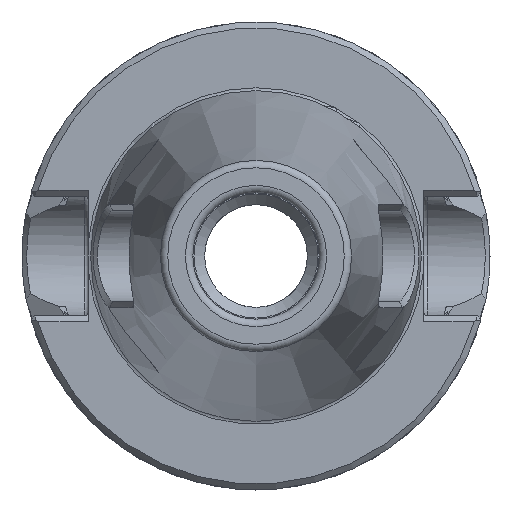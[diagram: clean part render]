
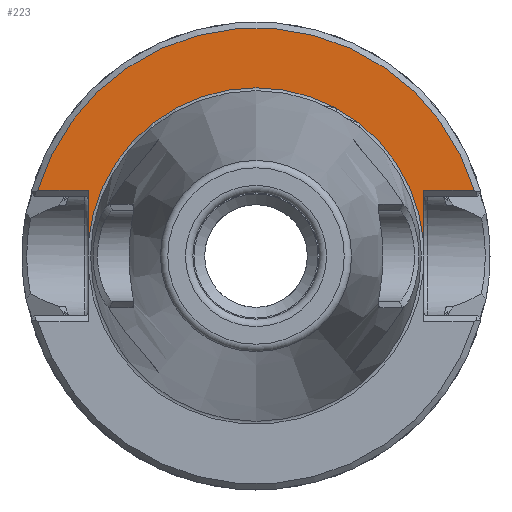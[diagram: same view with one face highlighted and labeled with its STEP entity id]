
A CAD part, left-side view. The second image highlights one B-rep face of the part: STEP entity #223.
In plain terms, the highlighted planar face has unit normal (-1, 0, 0).
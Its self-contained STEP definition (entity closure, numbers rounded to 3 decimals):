
#223 = ADVANCED_FACE( '', ( #491 ), #492, .T. );
#491 = FACE_OUTER_BOUND( '', #869, .T. );
#492 = PLANE( '', #870 );
#869 = EDGE_LOOP( '', ( #1514, #1515, #1516, #1517, #1518, #1519 ) );
#870 = AXIS2_PLACEMENT_3D( '', #1520, #1521, #1522 );
#1514 = ORIENTED_EDGE( '', *, *, #2110, .T. );
#1515 = ORIENTED_EDGE( '', *, *, #2111, .T. );
#1516 = ORIENTED_EDGE( '', *, *, #1977, .T. );
#1517 = ORIENTED_EDGE( '', *, *, #2025, .F. );
#1518 = ORIENTED_EDGE( '', *, *, #1966, .T. );
#1519 = ORIENTED_EDGE( '', *, *, #2059, .T. );
#1520 = CARTESIAN_POINT( '', ( 2., 0., 22.644 ) );
#1521 = DIRECTION( '', ( -1., 0., 0. ) );
#1522 = DIRECTION( '', ( 0., 0., 1. ) );
#1966 = EDGE_CURVE( '', #2355, #2353, #2356, .T. );
#1977 = EDGE_CURVE( '', #2364, #2372, #2374, .T. );
#2025 = EDGE_CURVE( '', #2355, #2372, #2450, .T. );
#2059 = EDGE_CURVE( '', #2353, #2500, #2503, .T. );
#2110 = EDGE_CURVE( '', #2500, #2568, #2569, .T. );
#2111 = EDGE_CURVE( '', #2568, #2364, #2570, .T. );
#2353 = VERTEX_POINT( '', #3108 );
#2355 = VERTEX_POINT( '', #3111 );
#2356 = LINE( '', #3112, #3113 );
#2364 = VERTEX_POINT( '', #3132 );
#2372 = VERTEX_POINT( '', #3143 );
#2374 = LINE( '', #3154, #3155 );
#2450 = CIRCLE( '', #3324, 22.644 );
#2500 = VERTEX_POINT( '', #3537 );
#2503 = LINE( '', #3543, #3544 );
#2568 = VERTEX_POINT( '', #3784 );
#2569 = CIRCLE( '', #3785, 30.7 );
#2570 = LINE( '', #3786, #3787 );
#3108 = CARTESIAN_POINT( '', ( 2., -22.55, 8.85 ) );
#3111 = CARTESIAN_POINT( '', ( 2., -22.55, 2.061 ) );
#3112 = CARTESIAN_POINT( '', ( 2., -22.55, 22.644 ) );
#3113 = VECTOR( '', #4175, 1000. );
#3132 = CARTESIAN_POINT( '', ( 2., 22.55, 8.85 ) );
#3143 = CARTESIAN_POINT( '', ( 2., 22.55, 2.061 ) );
#3154 = CARTESIAN_POINT( '', ( 2., 22.55, 22.644 ) );
#3155 = VECTOR( '', #4187, 1000. );
#3324 = AXIS2_PLACEMENT_3D( '', #4240, #4241, #4242 );
#3537 = CARTESIAN_POINT( '', ( 2., -29.397, 8.85 ) );
#3543 = CARTESIAN_POINT( '', ( 2., 0., 8.85 ) );
#3544 = VECTOR( '', #4263, 1000. );
#3784 = CARTESIAN_POINT( '', ( 2., 29.397, 8.85 ) );
#3785 = AXIS2_PLACEMENT_3D( '', #4308, #4309, #4310 );
#3786 = CARTESIAN_POINT( '', ( 2., 0., 8.85 ) );
#3787 = VECTOR( '', #4311, 1000. );
#4175 = DIRECTION( '', ( 0., 0., 1. ) );
#4187 = DIRECTION( '', ( 0., 0., -1. ) );
#4240 = CARTESIAN_POINT( '', ( 2., 0., 0. ) );
#4241 = DIRECTION( '', ( -1., 0., 0. ) );
#4242 = DIRECTION( '', ( 0., 0., 1. ) );
#4263 = DIRECTION( '', ( 0., -1., 0. ) );
#4308 = CARTESIAN_POINT( '', ( 2., 0., 0. ) );
#4309 = DIRECTION( '', ( -1., 0., 0. ) );
#4310 = DIRECTION( '', ( 0., 0., 1. ) );
#4311 = DIRECTION( '', ( 0., -1., 0. ) );
